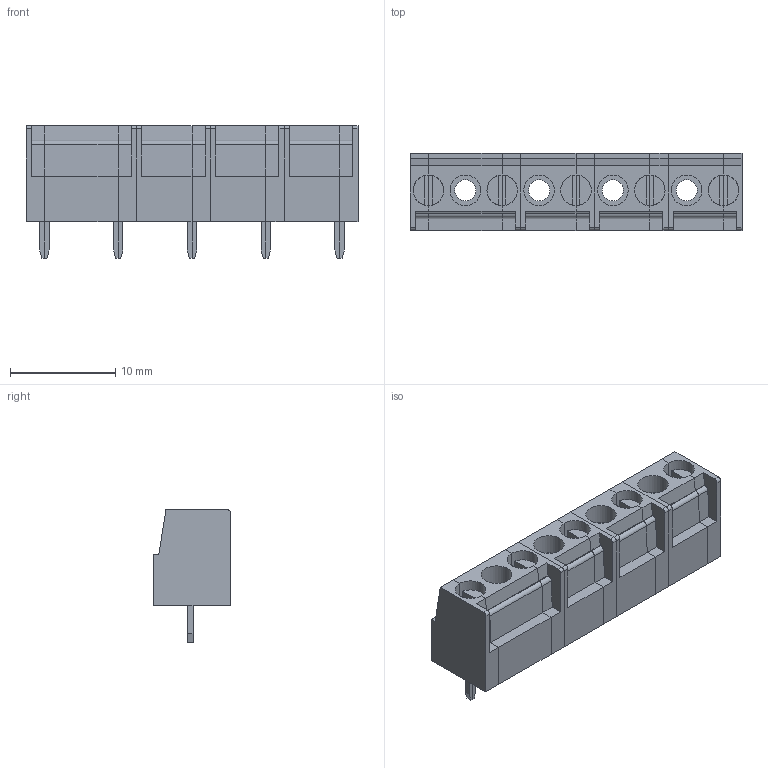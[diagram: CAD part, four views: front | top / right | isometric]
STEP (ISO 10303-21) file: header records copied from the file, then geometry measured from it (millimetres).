
FILE_DESCRIPTION(/* description */ ('Unknown'),/* implementation_level */ '2;1');
FILE_NAME(/* name */ '691243210005',/* time_stamp */ '2016-03-18T09:50:42+01:00',/* author */ ('Unknown'),/* organization */ ('Unknown'),/* preprocessor_version */ 'ST-DEVELOPER v16',/* originating_system */ 'DEX',/* authorisation */ $);
FILE_SCHEMA (('AUTOMOTIVE_DESIGN {1 0 10303 214 3 1 1}'));
Length unit declared in the file: millimetre
Products named in the file (7): 6912432100xx; 691243210002; CPA7_DX; CPA7_CNT; CPA7_SX; 691243210001_Gh
Assembly tree (9 placements, depth 3):
  6912432100xx
    691243210002
      CPA7_DX
      CPA7_CNT
      CPA7_SX
    691243210001_Gh  x3
      691243210001_Gh
      CPA7_SX
Bounding box: 31.5 x 7.3 x 12.6 mm (x, y, z)
Volume: 1252.6 mm3; surface area: 2746 mm2
Topology: 9 solids, 9 shells, 485 faces, 1341 edges, 882 vertices
Faces by surface type: plane 450, cylinder 35
Full cylindrical faces by diameter (mm): 2 x4, 2.9 x4
Entity records: 8127 total; most frequent: CARTESIAN_POINT 1314, ORIENTED_EDGE 1288, DIRECTION 1174, EDGE_CURVE 644, LINE 602, VECTOR 602, VERTEX_POINT 426, AXIS2_PLACEMENT_3D 286
